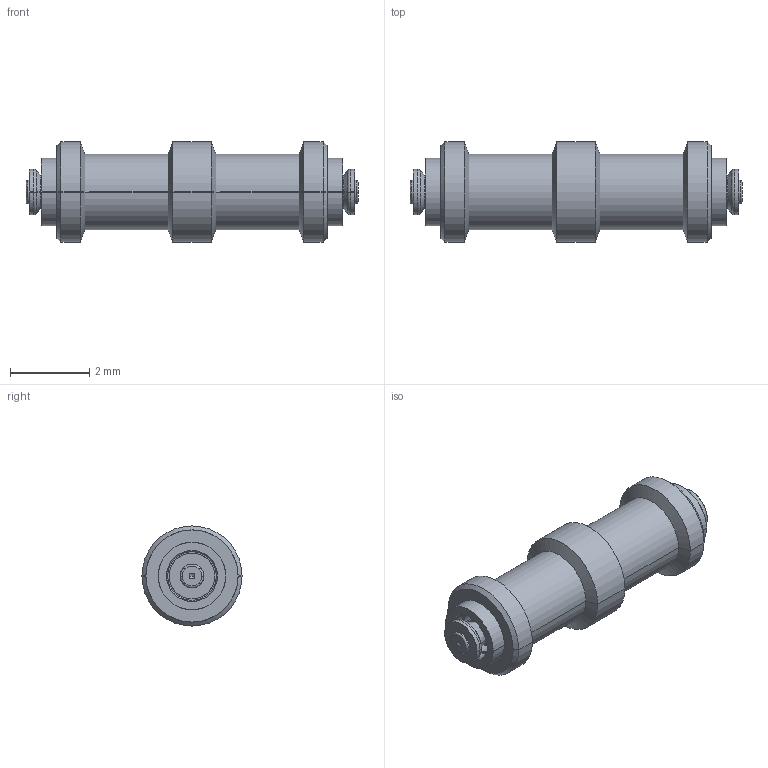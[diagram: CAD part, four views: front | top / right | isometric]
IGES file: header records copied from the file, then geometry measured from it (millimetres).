
Start section: SolidWorks IGES file using analytic representation for surfaces
Global section: file name: IGES-R107825010.IGS; native system: SolidWorks 2021; preprocessor: SolidWorks 2021; author: PERRIN_Y; date: 230719.144123; units: millimetre
Bounding box: 8.36 x 2.52 x 2.52 mm (x, y, z)
Surface area: 92.5 mm2 (no closed solid volume)
Topology: 0 solids, 0 shells, 116 faces, 888 edges, 884 vertices
Faces by surface type: bspline 62, revolution 54
